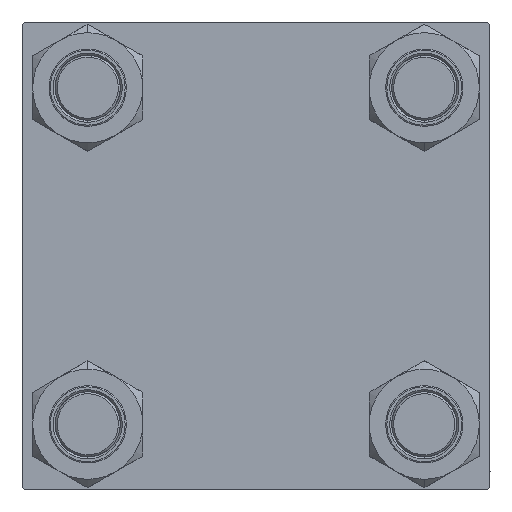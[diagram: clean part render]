
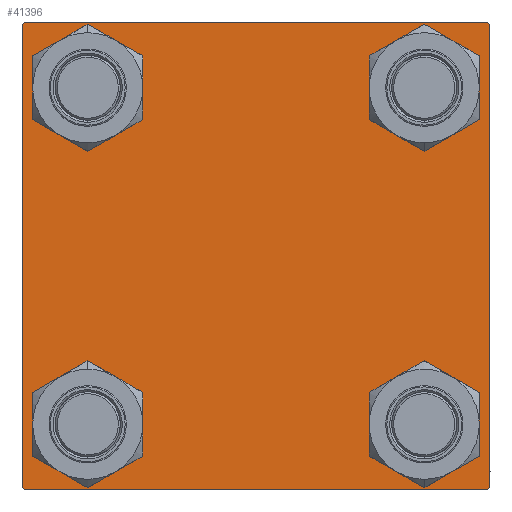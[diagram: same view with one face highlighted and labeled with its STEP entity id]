
A CAD part, left-side view. The second image highlights one B-rep face of the part: STEP entity #41396.
In plain terms, the highlighted planar face has unit normal (-1, 0, 0).
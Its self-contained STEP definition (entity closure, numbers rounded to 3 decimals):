
#160 = CIRCLE ( 'NONE', #50207, 8.5 ) ;
#424 = CARTESIAN_POINT ( 'NONE',  ( 0., 57.5, 57. ) ) ;
#498 = CARTESIAN_POINT ( 'NONE',  ( 0., -41.35, 41.35 ) ) ;
#781 = VERTEX_POINT ( 'NONE', #5347 ) ;
#931 = CIRCLE ( 'NONE', #20619, 8.5 ) ;
#1554 = VERTEX_POINT ( 'NONE', #12415 ) ;
#1723 = EDGE_CURVE ( 'NONE', #49720, #31327, #21422, .T. ) ;
#1831 = CARTESIAN_POINT ( 'NONE',  ( 0., 57.5, -57.5 ) ) ;
#1850 = AXIS2_PLACEMENT_3D ( 'NONE', #11458, #19916, #27143 ) ;
#2119 = ORIENTED_EDGE ( 'NONE', *, *, #46436, .T. ) ;
#3794 = DIRECTION ( 'NONE',  ( 1., 0., 0. ) ) ;
#3844 = VERTEX_POINT ( 'NONE', #31190 ) ;
#4099 = FACE_BOUND ( 'NONE', #10796, .T. ) ;
#4272 = VERTEX_POINT ( 'NONE', #42051 ) ;
#5310 = EDGE_CURVE ( 'NONE', #24685, #8337, #33626, .T. ) ;
#5347 = CARTESIAN_POINT ( 'NONE',  ( 0., -41.35, 32.85 ) ) ;
#5848 = VERTEX_POINT ( 'NONE', #46277 ) ;
#6084 = DIRECTION ( 'NONE',  ( 0., 0., 1. ) ) ;
#7516 = CIRCLE ( 'NONE', #49352, 8.5 ) ;
#7695 = CARTESIAN_POINT ( 'NONE',  ( 0., -41.35, 49.85 ) ) ;
#7934 = EDGE_CURVE ( 'NONE', #48566, #49720, #49097, .T. ) ;
#8160 = ORIENTED_EDGE ( 'NONE', *, *, #45172, .T. ) ;
#8337 = VERTEX_POINT ( 'NONE', #11938 ) ;
#8463 = CARTESIAN_POINT ( 'NONE',  ( 0., 41.35, 41.35 ) ) ;
#8811 = EDGE_LOOP ( 'NONE', ( #2119, #24272 ) ) ;
#9127 = EDGE_LOOP ( 'NONE', ( #36260, #15734, #34196, #24613, #43706, #20249, #32007, #39117 ) ) ;
#9383 = CARTESIAN_POINT ( 'NONE',  ( 0., 57.5, 57.5 ) ) ;
#9774 = CARTESIAN_POINT ( 'NONE',  ( 0., 41.35, -32.85 ) ) ;
#9888 = EDGE_LOOP ( 'NONE', ( #23180, #49975 ) ) ;
#10263 = AXIS2_PLACEMENT_3D ( 'NONE', #8463, #39563, #15666 ) ;
#10796 = EDGE_LOOP ( 'NONE', ( #23168, #8160 ) ) ;
#11329 = CIRCLE ( 'NONE', #40053, 8.5 ) ;
#11458 = CARTESIAN_POINT ( 'NONE',  ( 0., -41.35, -41.35 ) ) ;
#11679 = DIRECTION ( 'NONE',  ( 1., 0., 0. ) ) ;
#11938 = CARTESIAN_POINT ( 'NONE',  ( 0., -41.35, -49.85 ) ) ;
#12308 = DIRECTION ( 'NONE',  ( 0., 0., 1. ) ) ;
#12415 = CARTESIAN_POINT ( 'NONE',  ( 0., 57., 57.5 ) ) ;
#12842 = EDGE_CURVE ( 'NONE', #5848, #21718, #19298, .T. ) ;
#14581 = DIRECTION ( 'NONE',  ( 0., 0., 1. ) ) ;
#14903 = CARTESIAN_POINT ( 'NONE',  ( 0., -41.35, -32.85 ) ) ;
#14915 = FACE_OUTER_BOUND ( 'NONE', #9127, .T. ) ;
#15666 = DIRECTION ( 'NONE',  ( 0., 0., 1. ) ) ;
#15734 = ORIENTED_EDGE ( 'NONE', *, *, #39888, .T. ) ;
#16034 = CARTESIAN_POINT ( 'NONE',  ( 0., 57.25, 57.25 ) ) ;
#18038 = CARTESIAN_POINT ( 'NONE',  ( 0., -57., -57.5 ) ) ;
#18289 = CIRCLE ( 'NONE', #1850, 8.5 ) ;
#18957 = VECTOR ( 'NONE', #33273, 1000. ) ;
#19274 = FACE_BOUND ( 'NONE', #9888, .T. ) ;
#19298 = CIRCLE ( 'NONE', #10263, 8.5 ) ;
#19551 = EDGE_CURVE ( 'NONE', #48343, #781, #11329, .T. ) ;
#19714 = AXIS2_PLACEMENT_3D ( 'NONE', #47256, #26484, #38305 ) ;
#19767 = FACE_BOUND ( 'NONE', #8811, .T. ) ;
#19916 = DIRECTION ( 'NONE',  ( 1., 0., 0. ) ) ;
#20249 = ORIENTED_EDGE ( 'NONE', *, *, #31729, .T. ) ;
#20619 = AXIS2_PLACEMENT_3D ( 'NONE', #46650, #31238, #46395 ) ;
#21422 = LINE ( 'NONE', #25802, #46655 ) ;
#21438 = VERTEX_POINT ( 'NONE', #424 ) ;
#21718 = VERTEX_POINT ( 'NONE', #34716 ) ;
#21869 = DIRECTION ( 'NONE',  ( 0., -1., 0. ) ) ;
#22389 = EDGE_CURVE ( 'NONE', #1554, #21438, #31470, .T. ) ;
#22498 = CARTESIAN_POINT ( 'NONE',  ( 0., -57.5, 57. ) ) ;
#22536 = LINE ( 'NONE', #48986, #38002 ) ;
#23168 = ORIENTED_EDGE ( 'NONE', *, *, #33172, .T. ) ;
#23180 = ORIENTED_EDGE ( 'NONE', *, *, #19551, .T. ) ;
#23605 = VECTOR ( 'NONE', #46378, 1000. ) ;
#23964 = CIRCLE ( 'NONE', #30560, 8.5 ) ;
#24272 = ORIENTED_EDGE ( 'NONE', *, *, #12842, .T. ) ;
#24613 = ORIENTED_EDGE ( 'NONE', *, *, #1723, .T. ) ;
#24685 = VERTEX_POINT ( 'NONE', #14903 ) ;
#25318 = LINE ( 'NONE', #9383, #18957 ) ;
#25802 = CARTESIAN_POINT ( 'NONE',  ( 0., -57.25, -57.25 ) ) ;
#26007 = LINE ( 'NONE', #41683, #28016 ) ;
#26484 = DIRECTION ( 'NONE',  ( -1., 0., 0. ) ) ;
#26486 = ORIENTED_EDGE ( 'NONE', *, *, #5310, .T. ) ;
#26647 = DIRECTION ( 'NONE',  ( 0., -1., 0. ) ) ;
#26692 = DIRECTION ( 'NONE',  ( 1., 0., 0. ) ) ;
#27143 = DIRECTION ( 'NONE',  ( 0., 0., 1. ) ) ;
#27855 = DIRECTION ( 'NONE',  ( 0., 0., 1. ) ) ;
#27912 = AXIS2_PLACEMENT_3D ( 'NONE', #50071, #26692, #34673 ) ;
#28016 = VECTOR ( 'NONE', #49895, 1000. ) ;
#28835 = LINE ( 'NONE', #40141, #48548 ) ;
#29509 = VECTOR ( 'NONE', #49410, 1000. ) ;
#30160 = DIRECTION ( 'NONE',  ( 0., -0.707, 0.707 ) ) ;
#30392 = CARTESIAN_POINT ( 'NONE',  ( 0., 57.25, -57.25 ) ) ;
#30560 = AXIS2_PLACEMENT_3D ( 'NONE', #41539, #33062, #6084 ) ;
#31190 = CARTESIAN_POINT ( 'NONE',  ( 0., 41.35, -49.85 ) ) ;
#31238 = DIRECTION ( 'NONE',  ( 1., 0., 0. ) ) ;
#31327 = VERTEX_POINT ( 'NONE', #50222 ) ;
#31470 = LINE ( 'NONE', #16034, #23605 ) ;
#31598 = PLANE ( 'NONE',  #19714 ) ;
#31729 = EDGE_CURVE ( 'NONE', #45101, #4272, #26007, .T. ) ;
#32007 = ORIENTED_EDGE ( 'NONE', *, *, #35047, .F. ) ;
#32442 = EDGE_CURVE ( 'NONE', #45101, #31327, #28835, .T. ) ;
#33062 = DIRECTION ( 'NONE',  ( 1., 0., 0. ) ) ;
#33172 = EDGE_CURVE ( 'NONE', #45590, #3844, #23964, .T. ) ;
#33273 = DIRECTION ( 'NONE',  ( 0., 0., -1. ) ) ;
#33626 = CIRCLE ( 'NONE', #27912, 8.5 ) ;
#34196 = ORIENTED_EDGE ( 'NONE', *, *, #7934, .T. ) ;
#34208 = EDGE_CURVE ( 'NONE', #8337, #24685, #18289, .T. ) ;
#34673 = DIRECTION ( 'NONE',  ( 0., 0., 1. ) ) ;
#34716 = CARTESIAN_POINT ( 'NONE',  ( 0., 41.35, 49.85 ) ) ;
#35047 = EDGE_CURVE ( 'NONE', #1554, #4272, #22536, .T. ) ;
#35112 = ORIENTED_EDGE ( 'NONE', *, *, #34208, .T. ) ;
#35820 = CARTESIAN_POINT ( 'NONE',  ( 0., 41.35, -41.35 ) ) ;
#36260 = ORIENTED_EDGE ( 'NONE', *, *, #44190, .T. ) ;
#36807 = EDGE_LOOP ( 'NONE', ( #26486, #35112 ) ) ;
#37941 = CARTESIAN_POINT ( 'NONE',  ( 0., 57.5, -57. ) ) ;
#38002 = VECTOR ( 'NONE', #26647, 1000. ) ;
#38305 = DIRECTION ( 'NONE',  ( 0., 0., 1. ) ) ;
#39117 = ORIENTED_EDGE ( 'NONE', *, *, #22389, .T. ) ;
#39563 = DIRECTION ( 'NONE',  ( 1., 0., 0. ) ) ;
#39888 = EDGE_CURVE ( 'NONE', #42833, #48566, #40941, .T. ) ;
#40053 = AXIS2_PLACEMENT_3D ( 'NONE', #498, #47513, #12308 ) ;
#40141 = CARTESIAN_POINT ( 'NONE',  ( 0., -57.5, 57.5 ) ) ;
#40941 = LINE ( 'NONE', #30392, #29509 ) ;
#41396 = ADVANCED_FACE ( 'NONE', ( #19274, #42163, #4099, #19767, #14915 ), #31598, .T. ) ;
#41539 = CARTESIAN_POINT ( 'NONE',  ( 0., 41.35, -41.35 ) ) ;
#41683 = CARTESIAN_POINT ( 'NONE',  ( 0., -57.25, 57.25 ) ) ;
#42051 = CARTESIAN_POINT ( 'NONE',  ( 0., -57., 57.5 ) ) ;
#42163 = FACE_BOUND ( 'NONE', #36807, .T. ) ;
#42833 = VERTEX_POINT ( 'NONE', #37941 ) ;
#43073 = CARTESIAN_POINT ( 'NONE',  ( 0., 57., -57.5 ) ) ;
#43706 = ORIENTED_EDGE ( 'NONE', *, *, #32442, .F. ) ;
#43874 = VECTOR ( 'NONE', #21869, 1000. ) ;
#44190 = EDGE_CURVE ( 'NONE', #21438, #42833, #25318, .T. ) ;
#44740 = DIRECTION ( 'NONE',  ( 0., 0., -1. ) ) ;
#45101 = VERTEX_POINT ( 'NONE', #22498 ) ;
#45172 = EDGE_CURVE ( 'NONE', #3844, #45590, #7516, .T. ) ;
#45590 = VERTEX_POINT ( 'NONE', #9774 ) ;
#46277 = CARTESIAN_POINT ( 'NONE',  ( 0., 41.35, 32.85 ) ) ;
#46378 = DIRECTION ( 'NONE',  ( 0., 0.707, -0.707 ) ) ;
#46395 = DIRECTION ( 'NONE',  ( 0., 0., 1. ) ) ;
#46436 = EDGE_CURVE ( 'NONE', #21718, #5848, #160, .T. ) ;
#46447 = CARTESIAN_POINT ( 'NONE',  ( 0., 41.35, 41.35 ) ) ;
#46650 = CARTESIAN_POINT ( 'NONE',  ( 0., -41.35, 41.35 ) ) ;
#46655 = VECTOR ( 'NONE', #30160, 1000. ) ;
#47256 = CARTESIAN_POINT ( 'NONE',  ( 0., 0., 0. ) ) ;
#47513 = DIRECTION ( 'NONE',  ( 1., 0., 0. ) ) ;
#48086 = EDGE_CURVE ( 'NONE', #781, #48343, #931, .T. ) ;
#48343 = VERTEX_POINT ( 'NONE', #7695 ) ;
#48548 = VECTOR ( 'NONE', #44740, 1000. ) ;
#48566 = VERTEX_POINT ( 'NONE', #43073 ) ;
#48986 = CARTESIAN_POINT ( 'NONE',  ( 0., 57.5, 57.5 ) ) ;
#49097 = LINE ( 'NONE', #1831, #43874 ) ;
#49352 = AXIS2_PLACEMENT_3D ( 'NONE', #35820, #11679, #27855 ) ;
#49410 = DIRECTION ( 'NONE',  ( 0., -0.707, -0.707 ) ) ;
#49720 = VERTEX_POINT ( 'NONE', #18038 ) ;
#49895 = DIRECTION ( 'NONE',  ( 0., 0.707, 0.707 ) ) ;
#49975 = ORIENTED_EDGE ( 'NONE', *, *, #48086, .T. ) ;
#50071 = CARTESIAN_POINT ( 'NONE',  ( 0., -41.35, -41.35 ) ) ;
#50207 = AXIS2_PLACEMENT_3D ( 'NONE', #46447, #3794, #14581 ) ;
#50222 = CARTESIAN_POINT ( 'NONE',  ( 0., -57.5, -57. ) ) ;
